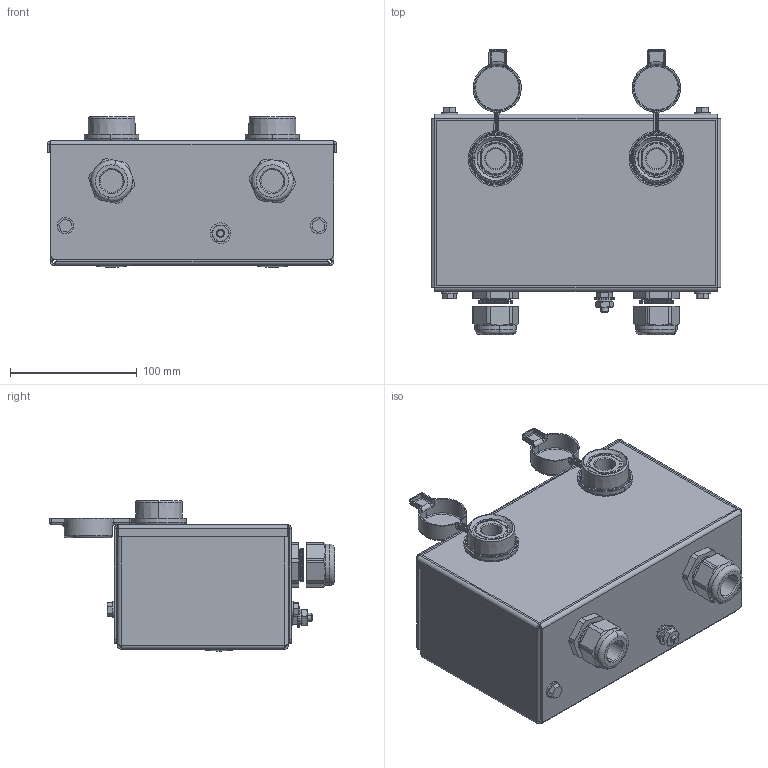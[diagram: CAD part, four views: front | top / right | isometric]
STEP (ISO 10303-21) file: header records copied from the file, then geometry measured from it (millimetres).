
FILE_DESCRIPTION (( 'STEP AP214' ), '1' );
FILE_NAME ('301602 Surfaces.STEP', '2024-03-12T19:40:44', ( '' ), ( '' ), 'SwSTEP 2.0', 'SolidWorks 2022', '' );
FILE_SCHEMA (( 'AUTOMOTIVE_DESIGN' ));
Length unit declared in the file: inch
Products named in the file (1): 301602 Surfaces
Bounding box: 229.01 x 225.22 x 118.92 mm (x, y, z)
Surface area: 328441.4 mm2 (no closed solid volume)
Topology: 0 solids, 41 shells, 507 faces, 1463 edges, 978 vertices
Faces by surface type: plane 184, cylinder 172, bspline 80, torus 42, cone 25, sphere 4
Entity records: 29821 total; most frequent: CARTESIAN_POINT 10586, DIRECTION 2620, ORIENTED_EDGE 2397, EDGE_CURVE 1455, AXIS2_PLACEMENT_3D 993, VERTEX_POINT 978, LINE 634, VECTOR 634
